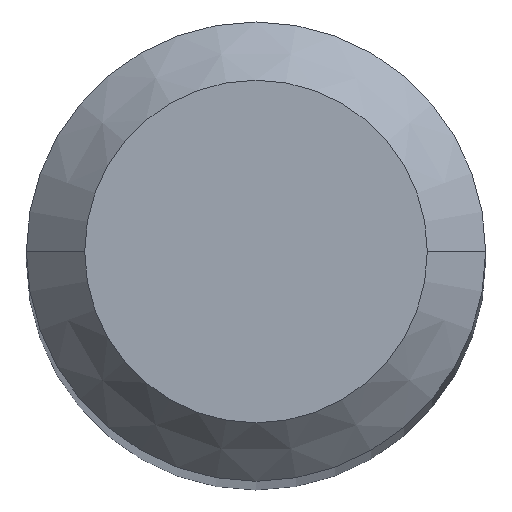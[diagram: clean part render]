
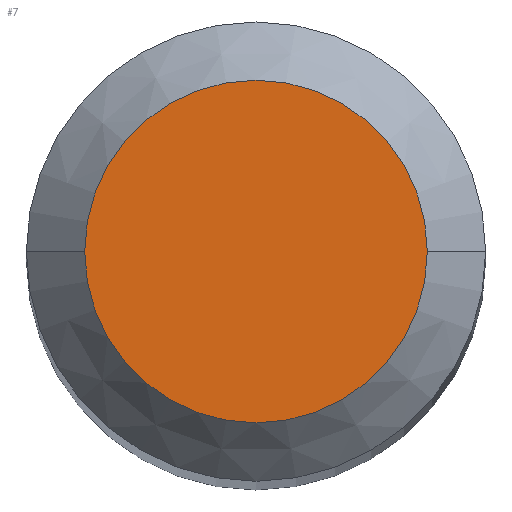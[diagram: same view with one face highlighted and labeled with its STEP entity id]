
A CAD part, top view. The second image highlights one B-rep face of the part: STEP entity #7.
In plain terms, the highlighted planar face has unit normal (0, 0, 1).
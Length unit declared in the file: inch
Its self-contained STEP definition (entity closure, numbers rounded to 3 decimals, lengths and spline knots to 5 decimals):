
#1 = EDGE_CURVE ( 'NONE', #387, #183, #13, .T. ) ;
#7 = ADVANCED_FACE ( 'NONE', ( #93 ), #226, .F. ) ;
#13 = CIRCLE ( 'NONE', #282, 0.04405 ) ;
#14 = AXIS2_PLACEMENT_3D ( 'NONE', #165, #169, #456 ) ;
#39 = EDGE_LOOP ( 'NONE', ( #95, #428 ) ) ;
#78 = CARTESIAN_POINT ( 'NONE',  ( 0., 0.04405, 0. ) ) ;
#93 = FACE_OUTER_BOUND ( 'NONE', #39, .T. ) ;
#95 = ORIENTED_EDGE ( 'NONE', *, *, #1, .T. ) ;
#160 = DIRECTION ( 'NONE',  ( 0., 0., -1. ) ) ;
#165 = CARTESIAN_POINT ( 'NONE',  ( 0., 0., 0. ) ) ;
#169 = DIRECTION ( 'NONE',  ( 0., 0., 1. ) ) ;
#178 = DIRECTION ( 'NONE',  ( 1., 0., 0. ) ) ;
#180 = DIRECTION ( 'NONE',  ( -1., 0., 0. ) ) ;
#183 = VERTEX_POINT ( 'NONE', #383 ) ;
#212 = CARTESIAN_POINT ( 'NONE',  ( -0.04405, 0., 0. ) ) ;
#226 = PLANE ( 'NONE',  #298 ) ;
#282 = AXIS2_PLACEMENT_3D ( 'NONE', #429, #435, #178 ) ;
#298 = AXIS2_PLACEMENT_3D ( 'NONE', #78, #160, #180 ) ;
#333 = CIRCLE ( 'NONE', #14, 0.04405 ) ;
#383 = CARTESIAN_POINT ( 'NONE',  ( 0.04405, 0., 0. ) ) ;
#387 = VERTEX_POINT ( 'NONE', #212 ) ;
#389 = EDGE_CURVE ( 'NONE', #183, #387, #333, .T. ) ;
#428 = ORIENTED_EDGE ( 'NONE', *, *, #389, .T. ) ;
#429 = CARTESIAN_POINT ( 'NONE',  ( 0., 0., 0. ) ) ;
#435 = DIRECTION ( 'NONE',  ( 0., 0., 1. ) ) ;
#456 = DIRECTION ( 'NONE',  ( 1., 0., 0. ) ) ;
